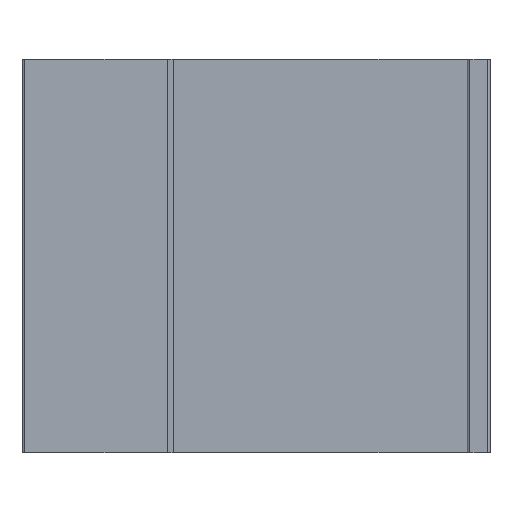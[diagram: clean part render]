
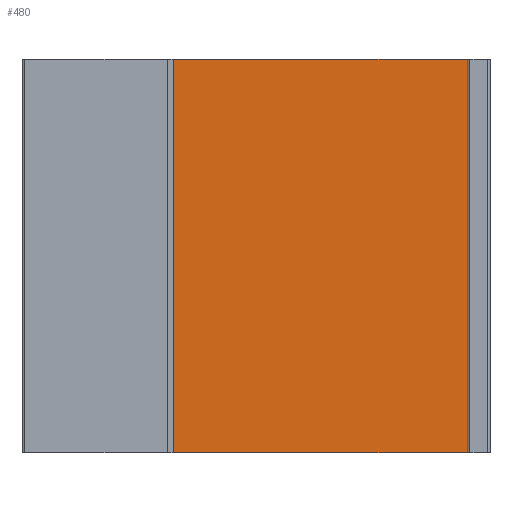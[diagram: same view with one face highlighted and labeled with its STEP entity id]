
A CAD part, left-side view. The second image highlights one B-rep face of the part: STEP entity #480.
In plain terms, the highlighted planar face has unit normal (-1, 0, 0).
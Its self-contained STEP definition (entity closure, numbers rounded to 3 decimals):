
#44=FACE_OUTER_BOUND('',#69,.T.);
#69=EDGE_LOOP('',(#353,#354,#355,#356));
#106=LINE('',#730,#163);
#107=LINE('',#733,#164);
#108=LINE('',#735,#165);
#109=LINE('',#736,#166);
#163=VECTOR('',#594,1.);
#164=VECTOR('',#597,1.);
#165=VECTOR('',#598,1.);
#166=VECTOR('',#599,1.);
#218=VERTEX_POINT('',#726);
#219=VERTEX_POINT('',#728);
#220=VERTEX_POINT('',#732);
#221=VERTEX_POINT('',#734);
#274=EDGE_CURVE('',#218,#219,#106,.T.);
#275=EDGE_CURVE('',#220,#218,#107,.T.);
#276=EDGE_CURVE('',#221,#219,#108,.T.);
#277=EDGE_CURVE('',#220,#221,#109,.T.);
#353=ORIENTED_EDGE('',*,*,#275,.T.);
#354=ORIENTED_EDGE('',*,*,#274,.T.);
#355=ORIENTED_EDGE('',*,*,#276,.F.);
#356=ORIENTED_EDGE('',*,*,#277,.F.);
#457=PLANE('',#515);
#480=ADVANCED_FACE('',(#44),#457,.T.);
#515=AXIS2_PLACEMENT_3D('',#731,#595,#596);
#594=DIRECTION('',(0.,0.,1.));
#595=DIRECTION('center_axis',(-1.,0.,0.));
#596=DIRECTION('ref_axis',(0.,-1.,0.));
#597=DIRECTION('',(0.,-1.,0.));
#598=DIRECTION('',(0.,-1.,0.));
#599=DIRECTION('',(0.,0.,1.));
#726=CARTESIAN_POINT('',(-1.5,4.85,0.));
#728=CARTESIAN_POINT('',(-1.5,4.85,84.));
#730=CARTESIAN_POINT('',(-1.5,4.85,0.));
#731=CARTESIAN_POINT('Origin',(-1.5,67.669,0.));
#732=CARTESIAN_POINT('',(-1.5,67.669,0.));
#733=CARTESIAN_POINT('',(-1.5,67.669,0.));
#734=CARTESIAN_POINT('',(-1.5,67.669,84.));
#735=CARTESIAN_POINT('',(-1.5,67.669,84.));
#736=CARTESIAN_POINT('',(-1.5,67.669,0.));
